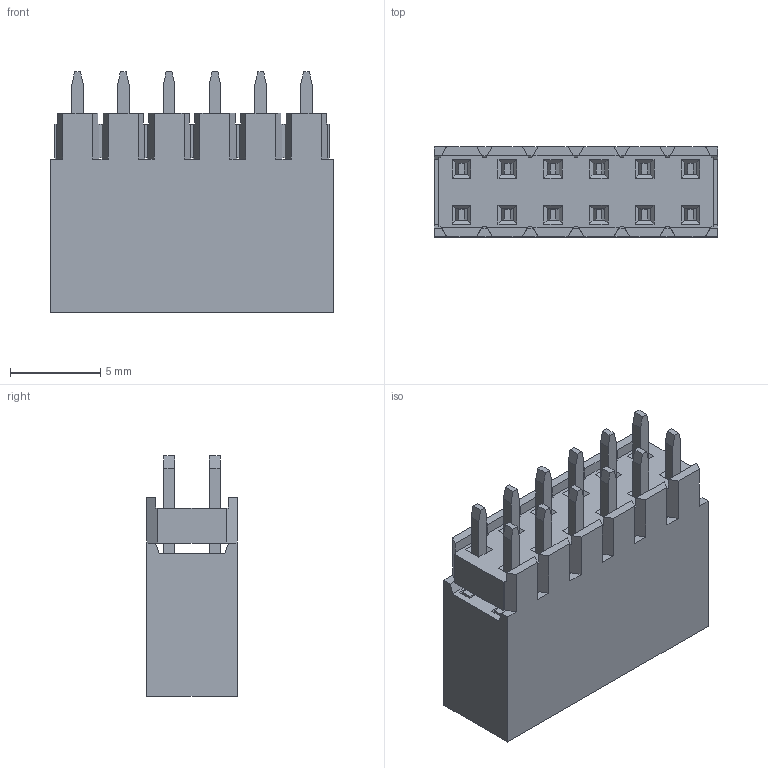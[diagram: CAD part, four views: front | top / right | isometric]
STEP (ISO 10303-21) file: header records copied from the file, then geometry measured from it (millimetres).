
FILE_DESCRIPTION(/* description */ (''),/* implementation_level */ '2;1');
FILE_NAME(/* name */ '622-012-2-10-Dummy.stp',/* time_stamp */ '2025-04-24T11:39:00+02:00',/* author */ ('andreas.larin'),/* organization */ (''),/* preprocessor_version */ 'ST-DEVELOPER v20',/* originating_system */ 'Autodesk Inventor 2025',/* authorisation */ '');
FILE_SCHEMA (('AUTOMOTIVE_DESIGN { 1 0 10303 214 3 1 1 }'));
Length unit declared in the file: millimetre
Products named in the file (1): 622-012-2-10-Dummy
Bounding box: 15.74 x 5 x 13.34 mm (x, y, z)
Volume: 677.4 mm3; surface area: 1762.1 mm2
Topology: 1 solids, 1 shells, 907 faces, 2643 edges, 1644 vertices
Faces by surface type: plane 823, cylinder 84
Entity records: 29925 total; most frequent: ORIENTED_EDGE 5286, CARTESIAN_POINT 5195, DIRECTION 4627, EDGE_CURVE 2643, LINE 2475, VECTOR 2475, VERTEX_POINT 1644, AXIS2_PLACEMENT_3D 1076
